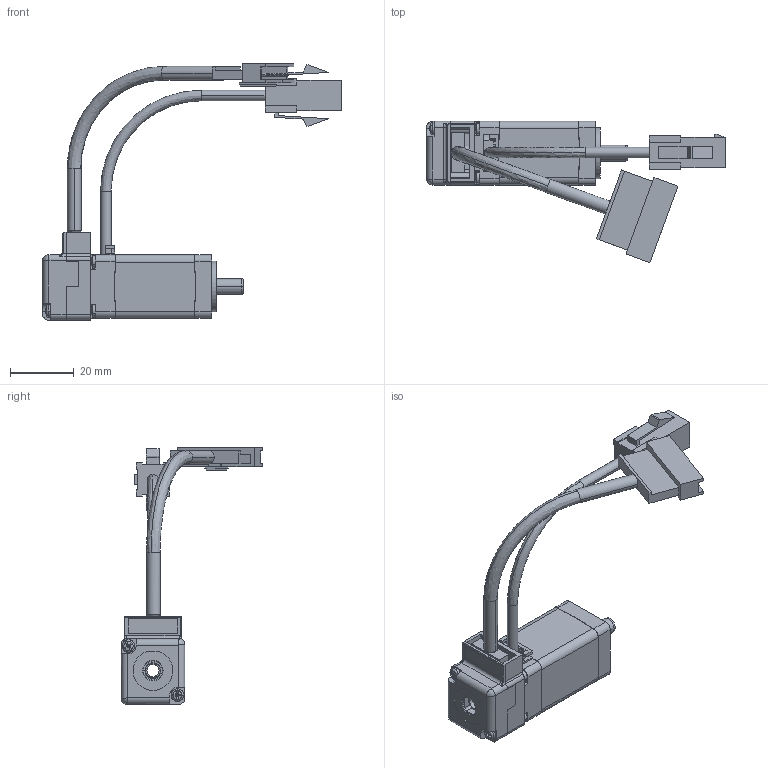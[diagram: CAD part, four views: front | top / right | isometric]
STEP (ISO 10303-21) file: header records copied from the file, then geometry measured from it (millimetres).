
FILE_DESCRIPTION (( 'STEP AP203' ), '1' );
FILE_NAME ('P74-MO-020-02-R00.STEP', '2019-02-07T03:19:27', ( '' ), ( '' ), 'SwSTEP 2.0', 'SolidWorks 2013', '' );
FILE_SCHEMA (( 'CONFIG_CONTROL_DESIGN' ));
Length unit declared in the file: millimetre
Products named in the file (21): 11-002_X2_FF08_X0_8H2040_X2_87BA9489FF09_X0_; 03-089_X2_8F6C5B5053E07247_X0_; 02-102_X2_94C182AF_X0_; 03-089_X2_969478C17247_X0_; 20陝 賅攪瞪錳摹_ル遽; 03-089_X2_FF08_X0_YK8H2040_X2_7A7A5FC38F748F6C5B50603B6210FF09_X0_; 20阿 浚内歹 纳捞喉急_钎霖; 04-410-1; 01-017_X2_FF08524D76D6FF09_X0_; pan cross head_ks_KS 1023 PC- M2.3 x 10-N; _X2_8F6C5B50603B6210_X0_; 01-018_X2_FF08540E76D6FF09_X0_; M74-EC-020-01-R00_ル遽; 07-007_X2_8F74627F_X0_; 15-001-017_X2_6F0653057EBFFF08_X0_8H2040_X2_FF09_X0_; M1A-EC-020-01-R01_ル遽; 10-001_X2_57AB7247_X0_; 02-072-1_X2_FF08_X0_0.5A_X2_FF0C_X0_8H2040_X2_5B9A5B50603B6210FF09_X0_; P74-MO-020-02-R00; 06-006_X2_98847D27_X0_; 03-089_X2_78C194A2_X0_
Assembly tree (29 placements, depth 4):
  P74-MO-020-02-R00
    01-017_X2_FF08524D76D6FF09_X0_
    01-018_X2_FF08540E76D6FF09_X0_
    02-072-1_X2_FF08_X0_0.5A_X2_FF0C_X0_8H2040_X2_5B9A5B50603B6210FF09_X0_
      15-001-017_X2_6F0653057EBFFF08_X0_8H2040_X2_FF09_X0_
    _X2_8F6C5B50603B6210_X0_
      03-089_X2_FF08_X0_YK8H2040_X2_7A7A5FC38F748F6C5B50603B6210FF09_X0_
        03-089_X2_78C194A2_X0_  x2
        03-089_X2_8F6C5B5053E07247_X0_  x4
        03-089_X2_969478C17247_X0_
      04-410-1
    07-007_X2_8F74627F_X0_  x2
    10-001_X2_57AB7247_X0_
    06-006_X2_98847D27_X0_
    11-002_X2_FF08_X0_8H2040_X2_87BA9489FF09_X0_  x4
    02-102_X2_94C182AF_X0_
    20陝 賅攪瞪錳摹_ル遽
    20阿 浚内歹 纳捞喉急_钎霖
    pan cross head_ks_KS 1023 PC- M2.3 x 10-N  x2
    M74-EC-020-01-R00_ル遽
    M1A-EC-020-01-R01_ル遽
Bounding box: 93.88 x 44.54 x 80.6 mm (x, y, z)
Volume: 18970.2 mm3; surface area: 31803.6 mm2
Topology: 34 solids, 34 shells, 2771 faces, 7931 edges, 5220 vertices
Faces by surface type: cylinder 1489, plane 1156, cone 63, bspline 61, torus 2
Entity records: 58482 total; most frequent: CARTESIAN_POINT 11008, DIRECTION 9799, ORIENTED_EDGE 9456, EDGE_CURVE 4728, AXIS2_PLACEMENT_3D 3517, VERTEX_POINT 3097, VECTOR 2765, LINE 2765
